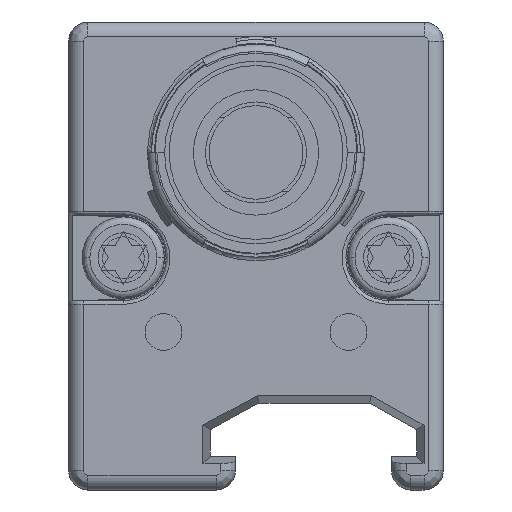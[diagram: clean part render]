
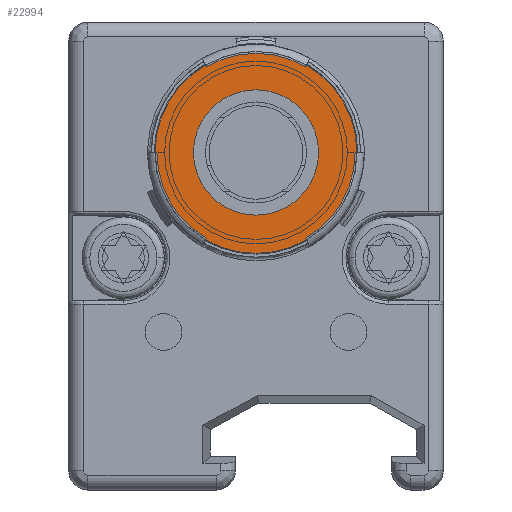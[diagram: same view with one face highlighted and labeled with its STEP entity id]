
A CAD part, front view. The second image highlights one B-rep face of the part: STEP entity #22994.
In plain terms, the highlighted planar face has unit normal (0, -1, 0).
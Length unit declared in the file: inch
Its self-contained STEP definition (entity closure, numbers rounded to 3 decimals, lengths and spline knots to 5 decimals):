
#6638=DIRECTION('',(-1.,0.,0.001));
#6639=VECTOR('',#6638,0.00492);
#6640=CARTESIAN_POINT('',(-0.26476,-0.98425,
0.90172));
#6641=LINE('',#6640,#6639);
#6642=CARTESIAN_POINT('',(0.,-0.98425,0.90157));
#6643=DIRECTION('',(0.,-1.,0.));
#6644=DIRECTION('',(-0.5,0.,0.866));
#6645=AXIS2_PLACEMENT_3D('',#6642,#6643,#6644);
#6647=DIRECTION('',(-0.501,0.,0.866));
#6648=VECTOR('',#6647,0.00492);
#6649=CARTESIAN_POINT('',(-0.13238,-0.98425,
1.13087));
#6650=LINE('',#6649,#6648);
#6651=DIRECTION('',(0.499,0.,0.866));
#6652=VECTOR('',#6651,0.00492);
#6653=CARTESIAN_POINT('',(0.13238,-0.98425,
1.13087));
#6654=LINE('',#6653,#6652);
#6655=CARTESIAN_POINT('',(0.,-0.98425,0.90157));
#6656=DIRECTION('',(0.,-1.,0.));
#6657=DIRECTION('',(1.,0.,0.));
#6658=AXIS2_PLACEMENT_3D('',#6655,#6656,#6657);
#6660=DIRECTION('',(1.,0.,0.));
#6661=VECTOR('',#6660,0.00492);
#6662=CARTESIAN_POINT('',(0.26476,-0.98425,
0.90157));
#6663=LINE('',#6662,#6661);
#6664=DIRECTION('',(0.501,0.,-0.866));
#6665=VECTOR('',#6664,0.00492);
#6666=CARTESIAN_POINT('',(0.13238,-0.98425,
0.67228));
#6667=LINE('',#6666,#6665);
#6668=CARTESIAN_POINT('',(0.,-0.98425,0.90157));
#6669=DIRECTION('',(0.,-1.,0.));
#6670=DIRECTION('',(-0.5,0.,-0.866));
#6671=AXIS2_PLACEMENT_3D('',#6668,#6669,#6670);
#6673=DIRECTION('',(-0.501,0.,-0.866));
#6674=VECTOR('',#6673,0.00492);
#6675=CARTESIAN_POINT('',(-0.13238,-0.98425,
0.67228));
#6676=LINE('',#6675,#6674);
#6677=CARTESIAN_POINT('',(0.,-0.98425,0.90157));
#6678=DIRECTION('',(0.,-1.,0.));
#6679=DIRECTION('',(-0.866,0.,0.5));
#6680=AXIS2_PLACEMENT_3D('',#6677,#6678,#6679);
#6682=CARTESIAN_POINT('',(0.,-0.98425,0.90157));
#6683=DIRECTION('',(0.,-1.,0.));
#6684=DIRECTION('',(0.866,0.,-0.5));
#6685=AXIS2_PLACEMENT_3D('',#6682,#6683,#6684);
#6687=CARTESIAN_POINT('',(0.,-0.98425,0.90157));
#6688=DIRECTION('',(0.,-1.,0.));
#6689=DIRECTION('',(-1.,0.,0.001));
#6690=AXIS2_PLACEMENT_3D('',#6687,#6688,#6689);
#8267=CARTESIAN_POINT('',(0.,-0.98425,0.90157));
#8268=DIRECTION('',(0.,-1.,0.));
#8269=DIRECTION('',(0.5,0.,0.866));
#8270=AXIS2_PLACEMENT_3D('',#8267,#8268,#8269);
#8491=CARTESIAN_POINT('',(0.,-0.98425,0.90157));
#8492=DIRECTION('',(0.,-1.,0.));
#8493=DIRECTION('',(0.5,0.,-0.866));
#8494=AXIS2_PLACEMENT_3D('',#8491,#8492,#8493);
#14131=CARTESIAN_POINT('',(0.13484,-0.98425,
1.13513));
#14133=VERTEX_POINT('',#14131);
#14135=CARTESIAN_POINT('',(0.13238,-0.98425,
0.67228));
#14136=CARTESIAN_POINT('',(0.13484,-0.98425,
0.66802));
#14137=VERTEX_POINT('',#14135);
#14138=VERTEX_POINT('',#14136);
#14143=CARTESIAN_POINT('',(0.26476,-0.98425,
0.90157));
#14144=CARTESIAN_POINT('',(0.26968,-0.98425,
0.90157));
#14145=VERTEX_POINT('',#14143);
#14146=VERTEX_POINT('',#14144);
#14159=CARTESIAN_POINT('',(-0.13484,-0.98425,
0.66802));
#14160=VERTEX_POINT('',#14159);
#14171=CARTESIAN_POINT('',(0.13238,-0.98425,
1.13087));
#14172=VERTEX_POINT('',#14171);
#14175=CARTESIAN_POINT('',(-0.13238,-0.98425,
1.13087));
#14176=CARTESIAN_POINT('',(-0.13484,-0.98425,
1.13513));
#14177=VERTEX_POINT('',#14175);
#14178=VERTEX_POINT('',#14176);
#14207=CARTESIAN_POINT('',(-0.14491,-0.98425,
0.98524));
#14208=CARTESIAN_POINT('',(0.14491,-0.98425,
0.81791));
#14209=VERTEX_POINT('',#14207);
#14210=VERTEX_POINT('',#14208);
#14223=CARTESIAN_POINT('',(-0.26476,-0.98425,
0.90172));
#14224=CARTESIAN_POINT('',(-0.26968,-0.98425,
0.90172));
#14225=VERTEX_POINT('',#14223);
#14226=VERTEX_POINT('',#14224);
#14231=CARTESIAN_POINT('',(-0.13238,-0.98425,
0.67228));
#14232=VERTEX_POINT('',#14231);
#22958=CARTESIAN_POINT('',(0.,-0.98425,0.90157));
#22959=DIRECTION('',(0.,-1.,0.));
#22960=DIRECTION('',(-0.5,0.,-0.866));
#22961=AXIS2_PLACEMENT_3D('',#22958,#22959,#22960);
#22962=PLANE('',#22961);
#22964=ORIENTED_EDGE('',*,*,#22963,.F.);
#22966=ORIENTED_EDGE('',*,*,#22965,.T.);
#22968=ORIENTED_EDGE('',*,*,#22967,.F.);
#22970=ORIENTED_EDGE('',*,*,#22969,.F.);
#22972=ORIENTED_EDGE('',*,*,#22971,.F.);
#22974=ORIENTED_EDGE('',*,*,#22973,.T.);
#22976=ORIENTED_EDGE('',*,*,#22975,.F.);
#22978=ORIENTED_EDGE('',*,*,#22977,.F.);
#22980=ORIENTED_EDGE('',*,*,#22979,.F.);
#22981=ORIENTED_EDGE('',*,*,#22948,.T.);
#22983=ORIENTED_EDGE('',*,*,#22982,.F.);
#22985=ORIENTED_EDGE('',*,*,#22984,.F.);
#22986=EDGE_LOOP('',(#22964,#22966,#22968,#22970,#22972,#22974,#22976,#22978,
#22980,#22981,#22983,#22985));
#22987=FACE_OUTER_BOUND('',#22986,.F.);
#22989=ORIENTED_EDGE('',*,*,#22988,.T.);
#22991=ORIENTED_EDGE('',*,*,#22990,.T.);
#22992=EDGE_LOOP('',(#22989,#22991));
#22993=FACE_BOUND('',#22992,.F.);
#22994=ADVANCED_FACE('',(#22987,#22993),#22962,.T.);
#6646=CIRCLE('',#6645,0.26969);
#6659=CIRCLE('',#6658,0.26969);
#6672=CIRCLE('',#6671,0.26969);
#6681=CIRCLE('',#6680,0.16732);
#6686=CIRCLE('',#6685,0.16732);
#6691=CIRCLE('',#6690,0.26476);
#8271=CIRCLE('',#8270,0.26476);
#8495=CIRCLE('',#8494,0.26476);
#22948=EDGE_CURVE('',#14137,#14138,#6667,.T.);
#22963=EDGE_CURVE('',#14225,#14232,#6691,.T.);
#22965=EDGE_CURVE('',#14225,#14226,#6641,.T.);
#22967=EDGE_CURVE('',#14178,#14226,#6646,.T.);
#22969=EDGE_CURVE('',#14177,#14178,#6650,.T.);
#22971=EDGE_CURVE('',#14172,#14177,#8271,.T.);
#22973=EDGE_CURVE('',#14172,#14133,#6654,.T.);
#22975=EDGE_CURVE('',#14146,#14133,#6659,.T.);
#22977=EDGE_CURVE('',#14145,#14146,#6663,.T.);
#22979=EDGE_CURVE('',#14137,#14145,#8495,.T.);
#22982=EDGE_CURVE('',#14160,#14138,#6672,.T.);
#22984=EDGE_CURVE('',#14232,#14160,#6676,.T.);
#22988=EDGE_CURVE('',#14209,#14210,#6681,.T.);
#22990=EDGE_CURVE('',#14210,#14209,#6686,.T.);
